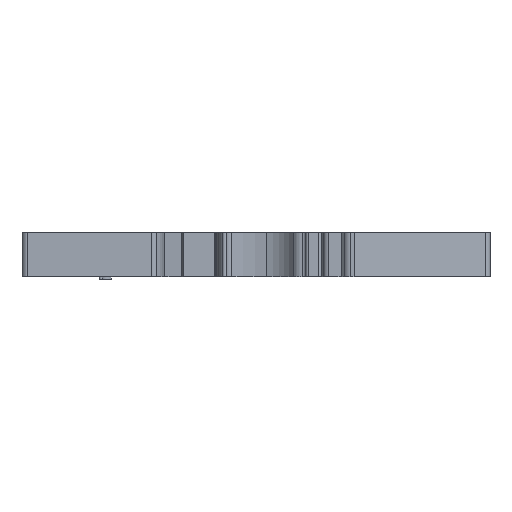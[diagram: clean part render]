
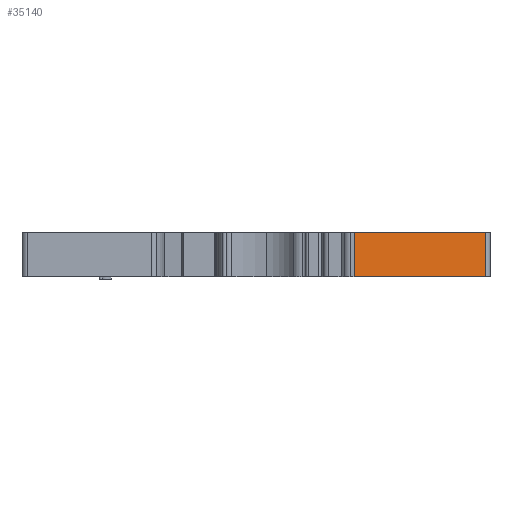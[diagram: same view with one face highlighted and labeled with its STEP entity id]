
A CAD part, front view. The second image highlights one B-rep face of the part: STEP entity #35140.
In plain terms, the highlighted planar face has unit normal (0.172, -0.985, 0).
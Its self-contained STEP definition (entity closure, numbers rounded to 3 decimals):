
#24410=CARTESIAN_POINT('',(-435.934,373.241,4.075));
#24420=VERTEX_POINT('',#24410);
#24470=CARTESIAN_POINT('',(-435.934,373.241,0.));
#24480=DIRECTION('',(0.,0.,1.));
#24490=VECTOR('',#24480,1.);
#24500=LINE('',#24470,#24490);
#24510=CARTESIAN_POINT('',(-435.934,373.241,-4.075));
#24520=VERTEX_POINT('',#24510);
#24530=EDGE_CURVE('',#24520,#24420,#24500,.T.);
#34840=CARTESIAN_POINT('',(-411.632,377.495,0.));
#34850=DIRECTION('',(0.172,-0.985,0.));
#34860=DIRECTION('',(-0.985,-0.172,0.));
#34870=AXIS2_PLACEMENT_3D('',#34840,#34850,#34860);
#34880=PLANE('',#34870);
#34890=CARTESIAN_POINT('',(0.,449.552,-4.075));
#34900=DIRECTION('',(-0.985,-0.172,0.));
#34910=VECTOR('',#34900,1.);
#34920=LINE('',#34890,#34910);
#34930=CARTESIAN_POINT('',(-411.632,377.495,-4.075));
#34940=VERTEX_POINT('',#34930);
#34950=EDGE_CURVE('',#34940,#24520,#34920,.T.);
#34960=ORIENTED_EDGE('',*,*,#34950,.F.);
#34970=ORIENTED_EDGE('',*,*,#24530,.F.);
#34980=CARTESIAN_POINT('',(0.,449.552,4.075));
#34990=DIRECTION('',(-0.985,-0.172,0.));
#35000=VECTOR('',#34990,1.);
#35010=LINE('',#34980,#35000);
#35020=CARTESIAN_POINT('',(-411.632,377.495,4.075));
#35030=VERTEX_POINT('',#35020);
#35040=EDGE_CURVE('',#35030,#24420,#35010,.T.);
#35050=ORIENTED_EDGE('',*,*,#35040,.T.);
#35060=CARTESIAN_POINT('',(-411.632,377.495,0.));
#35070=DIRECTION('',(0.,0.,-1.));
#35080=VECTOR('',#35070,1.);
#35090=LINE('',#35060,#35080);
#35100=EDGE_CURVE('',#35030,#34940,#35090,.T.);
#35110=ORIENTED_EDGE('',*,*,#35100,.F.);
#35120=EDGE_LOOP('',(#35110,#35050,#34970,#34960));
#35130=FACE_OUTER_BOUND('',#35120,.T.);
#35140=ADVANCED_FACE('',(#35130),#34880,.T.);
